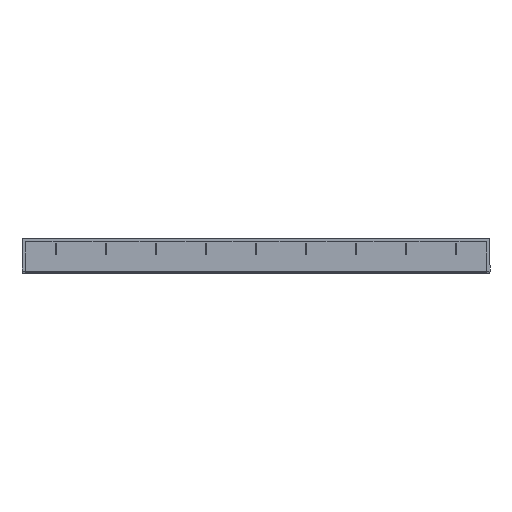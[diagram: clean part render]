
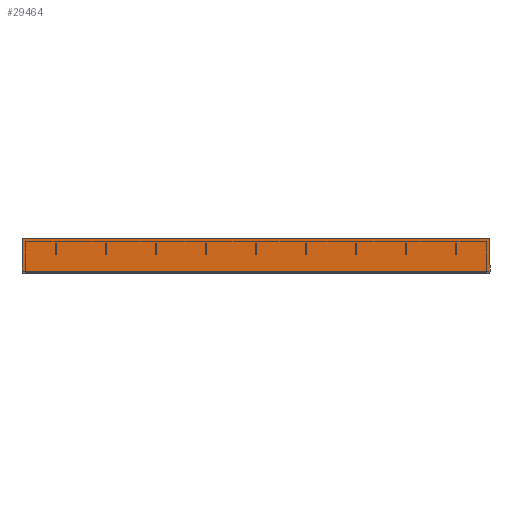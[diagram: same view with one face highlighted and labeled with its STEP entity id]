
A CAD part, top view. The second image highlights one B-rep face of the part: STEP entity #29464.
In plain terms, the highlighted planar face has unit normal (0, 0, 1).
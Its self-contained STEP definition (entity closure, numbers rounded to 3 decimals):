
#312 = ORIENTED_EDGE ( 'NONE', *, *, #12249, .F. ) ;
#2377 = CARTESIAN_POINT ( 'NONE',  ( 290., 10., 0. ) ) ;
#3134 = DIRECTION ( 'NONE',  ( 0., 1., 0. ) ) ;
#3223 = ORIENTED_EDGE ( 'NONE', *, *, #6086, .F. ) ;
#3463 = CARTESIAN_POINT ( 'NONE',  ( 0., -3.333, 0. ) ) ;
#4165 = FACE_OUTER_BOUND ( 'NONE', #16878, .T. ) ;
#4918 = B_SPLINE_CURVE_WITH_KNOTS ( 'NONE', 3,
 ( #35277, #3463, #18028, #6412 ),
 .UNSPECIFIED., .F., .F.,
 ( 4, 4 ),
 ( 0., 1. ),
 .UNSPECIFIED. ) ;
#6086 = EDGE_CURVE ( 'NONE', #24307, #15754, #4918, .T. ) ;
#6412 = CARTESIAN_POINT ( 'NONE',  ( 0., 10., 0. ) ) ;
#6687 = EDGE_CURVE ( 'NONE', #13640, #15754, #28704, .T. ) ;
#9536 = VECTOR ( 'NONE', #37531, 1000. ) ;
#12249 = EDGE_CURVE ( 'NONE', #22030, #24307, #26728, .T. ) ;
#13640 = VERTEX_POINT ( 'NONE', #22520 ) ;
#14534 = DIRECTION ( 'NONE',  ( 0., 0., -1. ) ) ;
#14653 = CARTESIAN_POINT ( 'NONE',  ( 290., 10., 0. ) ) ;
#15682 = ORIENTED_EDGE ( 'NONE', *, *, #20494, .F. ) ;
#15754 = VERTEX_POINT ( 'NONE', #22254 ) ;
#16165 = VECTOR ( 'NONE', #21371, 1000. ) ;
#16878 = EDGE_LOOP ( 'NONE', ( #28086, #3223, #312, #15682 ) ) ;
#18028 = CARTESIAN_POINT ( 'NONE',  ( 0., 3.333, 0. ) ) ;
#18477 = AXIS2_PLACEMENT_3D ( 'NONE', #14653, #14534, #3134 ) ;
#18677 = CARTESIAN_POINT ( 'NONE',  ( 290., -10., 0. ) ) ;
#20494 = EDGE_CURVE ( 'NONE', #13640, #22030, #27768, .T. ) ;
#20521 = PLANE ( 'NONE',  #18477 ) ;
#21370 = VECTOR ( 'NONE', #26055, 1000. ) ;
#21371 = DIRECTION ( 'NONE',  ( -1., 0., 0. ) ) ;
#22030 = VERTEX_POINT ( 'NONE', #18677 ) ;
#22254 = CARTESIAN_POINT ( 'NONE',  ( 0., 10., 0. ) ) ;
#22520 = CARTESIAN_POINT ( 'NONE',  ( 290., 10., 0. ) ) ;
#23701 = CARTESIAN_POINT ( 'NONE',  ( 0., -10., 0. ) ) ;
#24307 = VERTEX_POINT ( 'NONE', #23701 ) ;
#26055 = DIRECTION ( 'NONE',  ( -1., 0., 0. ) ) ;
#26728 = LINE ( 'NONE', #26900, #16165 ) ;
#26900 = CARTESIAN_POINT ( 'NONE',  ( 290., -10., 0. ) ) ;
#27768 = LINE ( 'NONE', #28670, #9536 ) ;
#28086 = ORIENTED_EDGE ( 'NONE', *, *, #6687, .T. ) ;
#28670 = CARTESIAN_POINT ( 'NONE',  ( 290., 10., 0. ) ) ;
#28704 = LINE ( 'NONE', #2377, #21370 ) ;
#29464 = ADVANCED_FACE ( 'NONE', ( #4165 ), #20521, .F. ) ;
#35277 = CARTESIAN_POINT ( 'NONE',  ( 0., -10., 0. ) ) ;
#37531 = DIRECTION ( 'NONE',  ( 0., -1., 0. ) ) ;
